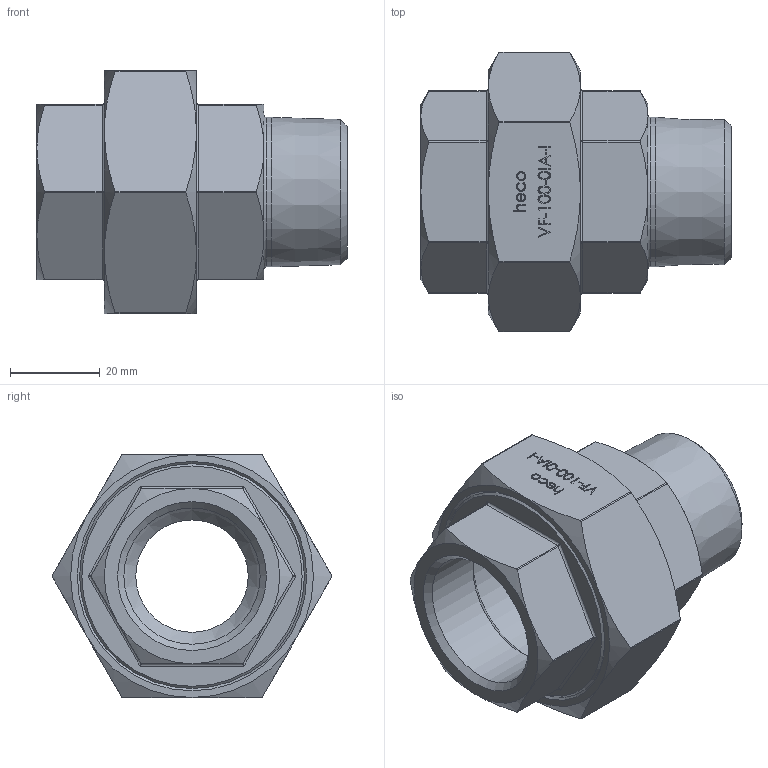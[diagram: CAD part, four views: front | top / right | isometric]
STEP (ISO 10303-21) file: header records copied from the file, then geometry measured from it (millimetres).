
FILE_DESCRIPTION (( 'STEP AP214' ), '1' );
FILE_NAME ('heco_VF-100-0IA-I.STEP', '2016-07-06T14:47:33', ( '' ), ( '' ), 'SwSTEP 2.0', 'SolidWorks 2011', '' );
FILE_SCHEMA (( 'AUTOMOTIVE_DESIGN' ));
Length unit declared in the file: millimetre
Products named in the file (1): heco_VF-100-0IA-I
Bounding box: 69 x 62.26 x 54.05 mm (x, y, z)
Volume: 55607.3 mm3; surface area: 19993.8 mm2
Topology: 1 solids, 1 shells, 261 faces, 634 edges, 392 vertices
Faces by surface type: plane 116, bspline 74, cylinder 37, cone 32, torus 2
Full cylindrical faces by diameter (mm): 25 x1, 30.291 x1, 33.249 x1, 33.649 x1, 48 x1, 49.4 x1, 50 x1
Entity records: 13099 total; most frequent: CARTESIAN_POINT 6215, ORIENTED_EDGE 1204, DIRECTION 793, EDGE_CURVE 602, VERTEX_POINT 389, LINE 323, VECTOR 323, EDGE_LOOP 309
